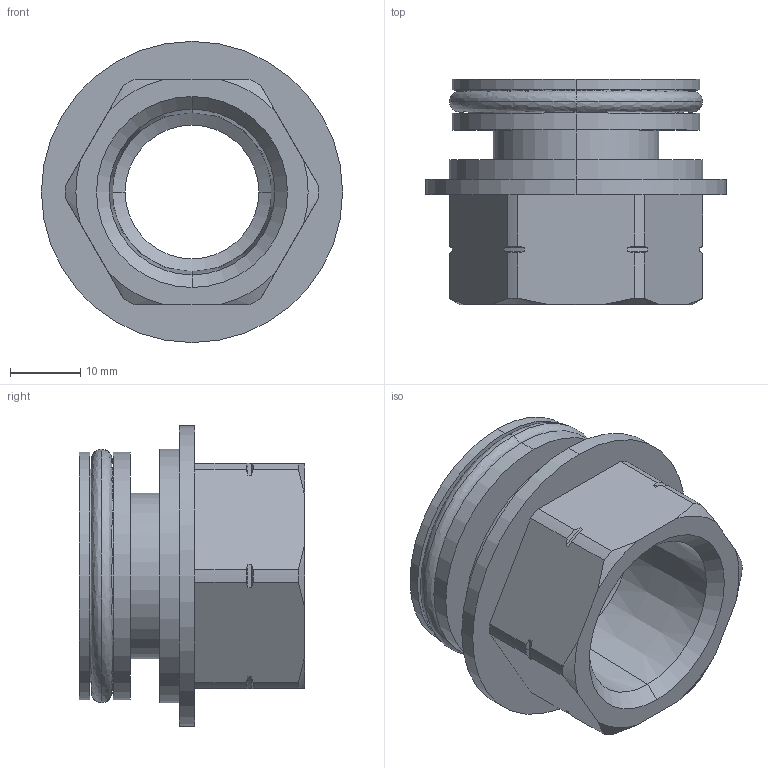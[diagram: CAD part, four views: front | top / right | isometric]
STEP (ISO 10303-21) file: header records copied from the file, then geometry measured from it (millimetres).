
FILE_DESCRIPTION (( 'STEP AP214' ), '1' );
FILE_NAME ('TAP-ACC13.step', '2017-04-05T20:01:27', ( '' ), ( '' ), 'SwSTEP 2.0', 'SolidWorks 2017', '' );
FILE_SCHEMA (( 'AUTOMOTIVE_DESIGN' ));
Length unit declared in the file: inch
Products named in the file (1): TAP-ACC13
Bounding box: 42.8 x 32 x 42.8 mm (x, y, z)
Volume: 16062.6 mm3; surface area: 9799.3 mm2
Topology: 1 solids, 1 shells, 82 faces, 210 edges, 136 vertices
Faces by surface type: cylinder 36, cone 28, plane 14, bspline 4
Entity records: 2874 total; most frequent: CARTESIAN_POINT 597, DIRECTION 430, ORIENTED_EDGE 420, EDGE_CURVE 210, AXIS2_PLACEMENT_3D 177, VERTEX_POINT 136, CIRCLE 98, EDGE_LOOP 90
